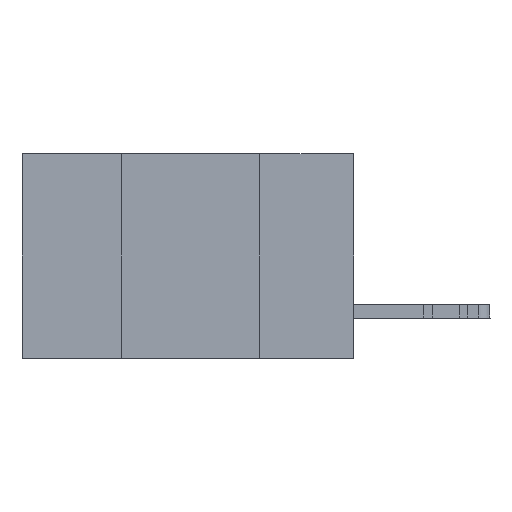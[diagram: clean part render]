
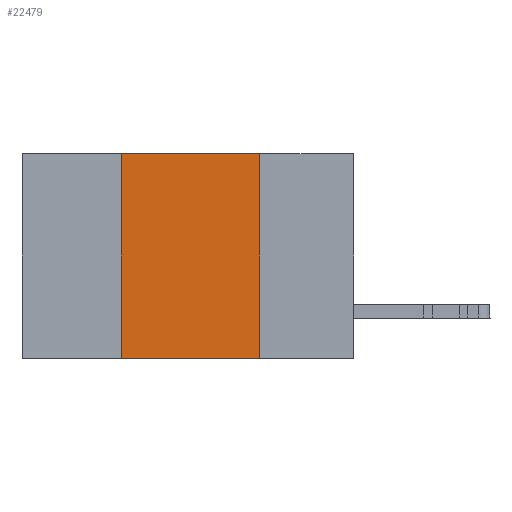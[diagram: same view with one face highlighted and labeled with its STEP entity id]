
A CAD part, left-side view. The second image highlights one B-rep face of the part: STEP entity #22479.
In plain terms, the highlighted planar face has unit normal (-1, 0, 0).
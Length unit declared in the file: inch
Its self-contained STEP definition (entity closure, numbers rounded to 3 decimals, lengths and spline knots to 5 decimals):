
#2471 = DIRECTION ( 'NONE',  ( 1., 0., 0. ) ) ;
#5406 = VECTOR ( 'NONE', #42085, 39.37008 ) ;
#5547 = AXIS2_PLACEMENT_3D ( 'NONE', #28498, #2471, #34900 ) ;
#5665 = PLANE ( 'NONE',  #5547 ) ;
#7348 = EDGE_CURVE ( 'NONE', #8978, #19415, #26103, .T. ) ;
#8892 = ORIENTED_EDGE ( 'NONE', *, *, #7348, .F. ) ;
#8978 = VERTEX_POINT ( 'NONE', #13974 ) ;
#11650 = CARTESIAN_POINT ( 'NONE',  ( 0., 0.42, 0. ) ) ;
#12284 = FACE_OUTER_BOUND ( 'NONE', #36487, .T. ) ;
#12714 = CARTESIAN_POINT ( 'NONE',  ( 0., 0.17, -0.37 ) ) ;
#13534 = VERTEX_POINT ( 'NONE', #12714 ) ;
#13757 = CARTESIAN_POINT ( 'NONE',  ( 0., 0.42, -0.37 ) ) ;
#13974 = CARTESIAN_POINT ( 'NONE',  ( 0., 0.42, 0. ) ) ;
#14786 = CARTESIAN_POINT ( 'NONE',  ( 0., 0.17, 0. ) ) ;
#18624 = LINE ( 'NONE', #14786, #25469 ) ;
#19269 = CARTESIAN_POINT ( 'NONE',  ( 0., 0.6, 0. ) ) ;
#19415 = VERTEX_POINT ( 'NONE', #28264 ) ;
#19682 = DIRECTION ( 'NONE',  ( 0., -1., 0. ) ) ;
#21789 = ORIENTED_EDGE ( 'NONE', *, *, #25684, .F. ) ;
#22050 = VECTOR ( 'NONE', #19682, 39.37008 ) ;
#22479 = ADVANCED_FACE ( 'NONE', ( #12284 ), #5665, .F. ) ;
#22647 = ORIENTED_EDGE ( 'NONE', *, *, #27388, .F. ) ;
#25469 = VECTOR ( 'NONE', #28030, 39.37008 ) ;
#25684 = EDGE_CURVE ( 'NONE', #27224, #8978, #37897, .T. ) ;
#26103 = LINE ( 'NONE', #19269, #22050 ) ;
#27224 = VERTEX_POINT ( 'NONE', #13757 ) ;
#27388 = EDGE_CURVE ( 'NONE', #19415, #13534, #18624, .T. ) ;
#28030 = DIRECTION ( 'NONE',  ( 0., 0., -1. ) ) ;
#28264 = CARTESIAN_POINT ( 'NONE',  ( 0., 0.17, 0. ) ) ;
#28497 = DIRECTION ( 'NONE',  ( 0., 0., 1. ) ) ;
#28498 = CARTESIAN_POINT ( 'NONE',  ( 0., 0.6, 0. ) ) ;
#29260 = LINE ( 'NONE', #36078, #5406 ) ;
#34513 = EDGE_CURVE ( 'NONE', #27224, #13534, #29260, .T. ) ;
#34900 = DIRECTION ( 'NONE',  ( 0., 0., -1. ) ) ;
#36078 = CARTESIAN_POINT ( 'NONE',  ( 0., 0.6, -0.37 ) ) ;
#36487 = EDGE_LOOP ( 'NONE', ( #22647, #8892, #21789, #41163 ) ) ;
#37897 = LINE ( 'NONE', #11650, #39126 ) ;
#39126 = VECTOR ( 'NONE', #28497, 39.37008 ) ;
#41163 = ORIENTED_EDGE ( 'NONE', *, *, #34513, .T. ) ;
#42085 = DIRECTION ( 'NONE',  ( 0., -1., 0. ) ) ;
